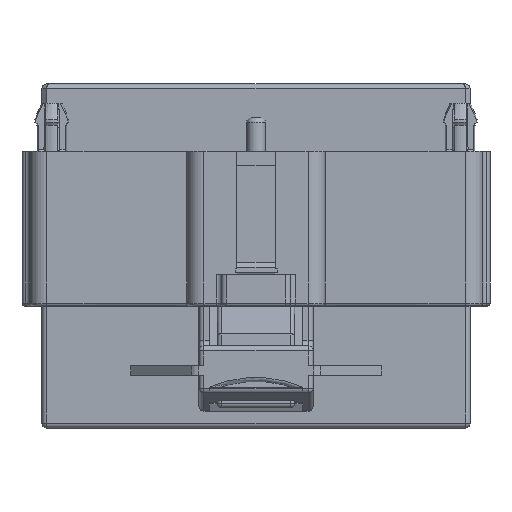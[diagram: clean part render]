
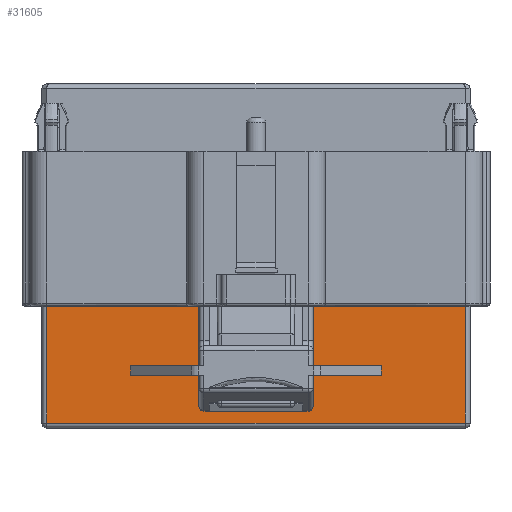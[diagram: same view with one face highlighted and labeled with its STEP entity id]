
A CAD part, left-side view. The second image highlights one B-rep face of the part: STEP entity #31605.
In plain terms, the highlighted planar face has unit normal (-1, 0, 0).
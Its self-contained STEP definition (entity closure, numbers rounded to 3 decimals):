
#1087=CIRCLE('',#33556,0.5);
#1088=CIRCLE('',#33557,0.5);
#2037=FACE_OUTER_BOUND('',#3886,.T.);
#3886=EDGE_LOOP('',(#21521,#21522,#21523,#21524,#21525,#21526,#21527,#21528,
#21529,#21530,#21531,#21532,#21533,#21534,#21535,#21536,#21537,#21538,#21539,
#21540));
#5974=LINE('',#45820,#9619);
#5988=LINE('',#45860,#9633);
#6039=LINE('',#46004,#9684);
#6046=LINE('',#46028,#9691);
#6068=LINE('',#46088,#9713);
#6069=LINE('',#46090,#9714);
#6070=LINE('',#46092,#9715);
#6071=LINE('',#46094,#9716);
#6072=LINE('',#46098,#9717);
#6073=LINE('',#46100,#9718);
#6074=LINE('',#46102,#9719);
#6075=LINE('',#46106,#9720);
#6076=LINE('',#46108,#9721);
#6077=LINE('',#46110,#9722);
#6078=LINE('',#46112,#9723);
#6079=LINE('',#46113,#9724);
#6080=LINE('',#46115,#9725);
#6081=LINE('',#46116,#9726);
#9619=VECTOR('',#36666,10.);
#9633=VECTOR('',#36696,10.);
#9684=VECTOR('',#36811,10.);
#9691=VECTOR('',#36832,10.);
#9713=VECTOR('',#36894,10.);
#9714=VECTOR('',#36895,10.);
#9715=VECTOR('',#36896,10.);
#9716=VECTOR('',#36897,10.);
#9717=VECTOR('',#36900,10.);
#9718=VECTOR('',#36901,10.);
#9719=VECTOR('',#36902,10.);
#9720=VECTOR('',#36905,10.);
#9721=VECTOR('',#36906,10.);
#9722=VECTOR('',#36907,10.);
#9723=VECTOR('',#36908,10.);
#9724=VECTOR('',#36909,10.);
#9725=VECTOR('',#36910,10.);
#9726=VECTOR('',#36911,10.);
#13181=VERTEX_POINT('',#45817);
#13182=VERTEX_POINT('',#45819);
#13199=VERTEX_POINT('',#45857);
#13200=VERTEX_POINT('',#45859);
#13261=VERTEX_POINT('',#46003);
#13271=VERTEX_POINT('',#46026);
#13289=VERTEX_POINT('',#46087);
#13290=VERTEX_POINT('',#46089);
#13291=VERTEX_POINT('',#46091);
#13292=VERTEX_POINT('',#46093);
#13293=VERTEX_POINT('',#46095);
#13294=VERTEX_POINT('',#46097);
#13295=VERTEX_POINT('',#46099);
#13296=VERTEX_POINT('',#46101);
#13297=VERTEX_POINT('',#46103);
#13298=VERTEX_POINT('',#46105);
#13299=VERTEX_POINT('',#46107);
#13300=VERTEX_POINT('',#46109);
#13301=VERTEX_POINT('',#46111);
#13302=VERTEX_POINT('',#46114);
#16272=EDGE_CURVE('',#13182,#13181,#5974,.T.);
#16293=EDGE_CURVE('',#13200,#13199,#5988,.T.);
#16364=EDGE_CURVE('',#13200,#13261,#6039,.T.);
#16376=EDGE_CURVE('',#13199,#13271,#6046,.T.);
#16407=EDGE_CURVE('',#13271,#13289,#6068,.T.);
#16408=EDGE_CURVE('',#13289,#13290,#6069,.T.);
#16409=EDGE_CURVE('',#13290,#13291,#6070,.T.);
#16410=EDGE_CURVE('',#13291,#13292,#6071,.T.);
#16411=EDGE_CURVE('',#13293,#13292,#1087,.F.);
#16412=EDGE_CURVE('',#13293,#13294,#6072,.T.);
#16413=EDGE_CURVE('',#13294,#13295,#6073,.T.);
#16414=EDGE_CURVE('',#13295,#13296,#6074,.T.);
#16415=EDGE_CURVE('',#13297,#13296,#1088,.F.);
#16416=EDGE_CURVE('',#13297,#13298,#6075,.T.);
#16417=EDGE_CURVE('',#13298,#13299,#6076,.T.);
#16418=EDGE_CURVE('',#13299,#13300,#6077,.T.);
#16419=EDGE_CURVE('',#13300,#13301,#6078,.T.);
#16420=EDGE_CURVE('',#13301,#13182,#6079,.T.);
#16421=EDGE_CURVE('',#13302,#13181,#6080,.T.);
#16422=EDGE_CURVE('',#13261,#13302,#6081,.T.);
#21521=ORIENTED_EDGE('',*,*,#16293,.T.);
#21522=ORIENTED_EDGE('',*,*,#16376,.T.);
#21523=ORIENTED_EDGE('',*,*,#16407,.T.);
#21524=ORIENTED_EDGE('',*,*,#16408,.T.);
#21525=ORIENTED_EDGE('',*,*,#16409,.T.);
#21526=ORIENTED_EDGE('',*,*,#16410,.T.);
#21527=ORIENTED_EDGE('',*,*,#16411,.F.);
#21528=ORIENTED_EDGE('',*,*,#16412,.T.);
#21529=ORIENTED_EDGE('',*,*,#16413,.T.);
#21530=ORIENTED_EDGE('',*,*,#16414,.T.);
#21531=ORIENTED_EDGE('',*,*,#16415,.F.);
#21532=ORIENTED_EDGE('',*,*,#16416,.T.);
#21533=ORIENTED_EDGE('',*,*,#16417,.T.);
#21534=ORIENTED_EDGE('',*,*,#16418,.T.);
#21535=ORIENTED_EDGE('',*,*,#16419,.T.);
#21536=ORIENTED_EDGE('',*,*,#16420,.T.);
#21537=ORIENTED_EDGE('',*,*,#16272,.T.);
#21538=ORIENTED_EDGE('',*,*,#16421,.F.);
#21539=ORIENTED_EDGE('',*,*,#16422,.F.);
#21540=ORIENTED_EDGE('',*,*,#16364,.F.);
#30373=PLANE('',#33555);
#31605=ADVANCED_FACE('',(#2037),#30373,.T.);
#33555=AXIS2_PLACEMENT_3D('',#46086,#36892,#36893);
#33556=AXIS2_PLACEMENT_3D('',#46096,#36898,#36899);
#33557=AXIS2_PLACEMENT_3D('',#46104,#36903,#36904);
#36666=DIRECTION('',(0.,1.,0.));
#36696=DIRECTION('',(0.,1.,0.));
#36811=DIRECTION('',(0.,0.,-1.));
#36832=DIRECTION('',(0.,0.,-1.));
#36892=DIRECTION('center_axis',(-1.,0.,0.));
#36893=DIRECTION('ref_axis',(0.,-1.,0.));
#36894=DIRECTION('',(0.,-1.,0.));
#36895=DIRECTION('',(0.,0.,-1.));
#36896=DIRECTION('',(0.,1.,0.));
#36897=DIRECTION('',(0.,0.,-1.));
#36898=DIRECTION('center_axis',(1.,0.,0.));
#36899=DIRECTION('ref_axis',(0.,-0.707,-0.707));
#36900=DIRECTION('',(0.,1.,0.));
#36901=DIRECTION('',(0.,1.,0.));
#36902=DIRECTION('',(0.,1.,0.));
#36903=DIRECTION('center_axis',(1.,0.,0.));
#36904=DIRECTION('ref_axis',(0.,0.707,-0.707));
#36905=DIRECTION('',(0.,0.,1.));
#36906=DIRECTION('',(0.,1.,0.));
#36907=DIRECTION('',(0.,0.,1.));
#36908=DIRECTION('',(0.,-1.,0.));
#36909=DIRECTION('',(0.,0.,1.));
#36910=DIRECTION('',(0.,0.,1.));
#36911=DIRECTION('',(0.,1.,0.));
#45817=CARTESIAN_POINT('',(-5.58,1.75,0.9));
#45819=CARTESIAN_POINT('',(-5.58,-13.6,0.9));
#45820=CARTESIAN_POINT('',(-5.58,1.75,0.9));
#45857=CARTESIAN_POINT('',(-5.58,-25.1,0.9));
#45859=CARTESIAN_POINT('',(-5.58,-40.45,0.9));
#45860=CARTESIAN_POINT('',(-5.58,1.75,0.9));
#46003=CARTESIAN_POINT('',(-5.58,-40.45,-11.9));
#46004=CARTESIAN_POINT('',(-5.58,-40.45,0.));
#46026=CARTESIAN_POINT('',(-5.58,-25.1,-6.1));
#46028=CARTESIAN_POINT('',(-5.58,-25.1,-5.35));
#46086=CARTESIAN_POINT('Origin',(-5.58,2.25,0.));
#46087=CARTESIAN_POINT('',(-5.58,-32.,-6.1));
#46088=CARTESIAN_POINT('',(-5.58,-13.15,-6.1));
#46089=CARTESIAN_POINT('',(-5.58,-32.,-7.1));
#46090=CARTESIAN_POINT('',(-5.58,-32.,-3.05));
#46091=CARTESIAN_POINT('',(-5.58,-25.1,-7.1));
#46092=CARTESIAN_POINT('',(-5.58,-13.15,-7.1));
#46093=CARTESIAN_POINT('',(-5.58,-25.1,-10.2));
#46094=CARTESIAN_POINT('',(-5.58,-25.1,-5.35));
#46095=CARTESIAN_POINT('',(-5.58,-24.6,-10.7));
#46096=CARTESIAN_POINT('Origin',(-5.58,-24.6,-10.2));
#46097=CARTESIAN_POINT('',(-5.58,-24.05,-10.7));
#46098=CARTESIAN_POINT('',(-5.58,-10.9,-10.7));
#46099=CARTESIAN_POINT('',(-5.58,-14.65,-10.7));
#46100=CARTESIAN_POINT('',(-5.58,-6.6,-10.7));
#46101=CARTESIAN_POINT('',(-5.58,-14.1,-10.7));
#46102=CARTESIAN_POINT('',(-5.58,-5.675,-10.7));
#46103=CARTESIAN_POINT('',(-5.58,-13.6,-10.2));
#46104=CARTESIAN_POINT('Origin',(-5.58,-14.1,-10.2));
#46105=CARTESIAN_POINT('',(-5.58,-13.6,-7.1));
#46106=CARTESIAN_POINT('',(-5.58,-13.6,6.45));
#46107=CARTESIAN_POINT('',(-5.58,-6.7,-7.1));
#46108=CARTESIAN_POINT('',(-5.58,-3.95,-7.1));
#46109=CARTESIAN_POINT('',(-5.58,-6.7,-6.1));
#46110=CARTESIAN_POINT('',(-5.58,-6.7,-3.05));
#46111=CARTESIAN_POINT('',(-5.58,-13.6,-6.1));
#46112=CARTESIAN_POINT('',(-5.58,-3.95,-6.1));
#46113=CARTESIAN_POINT('',(-5.58,-13.6,6.45));
#46114=CARTESIAN_POINT('',(-5.58,1.75,-11.9));
#46115=CARTESIAN_POINT('',(-5.58,1.75,0.));
#46116=CARTESIAN_POINT('',(-5.58,-8.55,-11.9));
